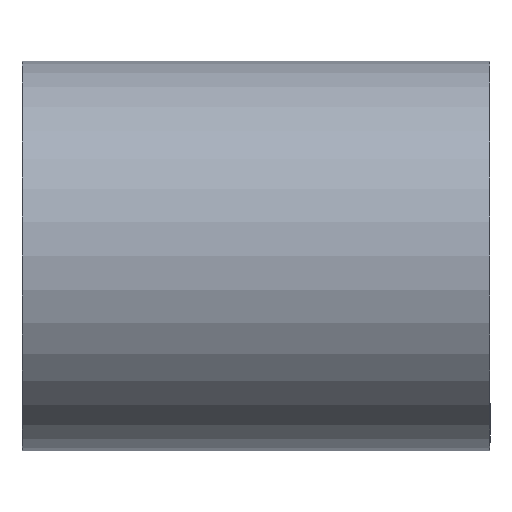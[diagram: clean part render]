
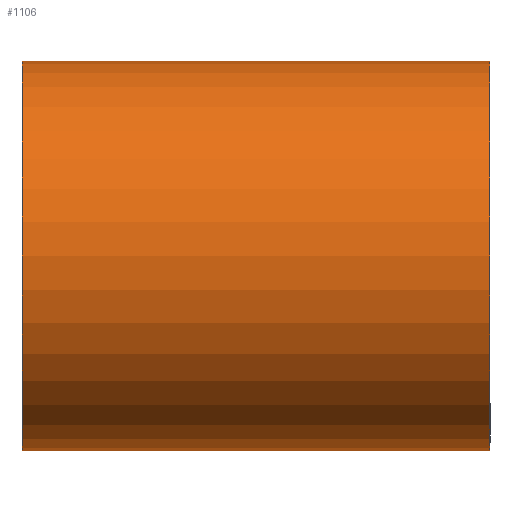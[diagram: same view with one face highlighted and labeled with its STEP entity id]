
A CAD part, left-side view. The second image highlights one B-rep face of the part: STEP entity #1106.
In plain terms, the highlighted cylindrical face has radius 12.5 mm (diameter 25 mm), a partial arc.
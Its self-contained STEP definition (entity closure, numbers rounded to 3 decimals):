
#11 = CARTESIAN_POINT ( 'NONE',  ( 0., -12.5, 30. ) ) ;
#19 = DIRECTION ( 'NONE',  ( 0., 0., 1. ) ) ;
#22 = CARTESIAN_POINT ( 'NONE',  ( 0., 12.5, 15. ) ) ;
#33 = DIRECTION ( 'NONE',  ( 0., 0., -1. ) ) ;
#38 = DIRECTION ( 'NONE',  ( 0., 1., 0. ) ) ;
#44 = EDGE_CURVE ( 'NONE', #1115, #601, #123, .T. ) ;
#123 = CIRCLE ( 'NONE', #419, 12.5 ) ;
#216 = CARTESIAN_POINT ( 'NONE',  ( 0., -12.5, 15. ) ) ;
#230 = CARTESIAN_POINT ( 'NONE',  ( 0., 0., 0. ) ) ;
#240 = EDGE_LOOP ( 'NONE', ( #879, #289, #368, #837 ) ) ;
#289 = ORIENTED_EDGE ( 'NONE', *, *, #44, .F. ) ;
#291 = LINE ( 'NONE', #22, #313 ) ;
#308 = LINE ( 'NONE', #216, #314 ) ;
#313 = VECTOR ( 'NONE', #33, 1000. ) ;
#314 = VECTOR ( 'NONE', #325, 1000. ) ;
#325 = DIRECTION ( 'NONE',  ( 0., 0., -1. ) ) ;
#326 = DIRECTION ( 'NONE',  ( 0., 0., 1. ) ) ;
#368 = ORIENTED_EDGE ( 'NONE', *, *, #958, .T. ) ;
#376 = CARTESIAN_POINT ( 'NONE',  ( 0., 12.5, 30. ) ) ;
#419 = AXIS2_PLACEMENT_3D ( 'NONE', #961, #19, #900 ) ;
#440 = AXIS2_PLACEMENT_3D ( 'NONE', #802, #1047, #1039 ) ;
#532 = FACE_OUTER_BOUND ( 'NONE', #240, .T. ) ;
#579 = EDGE_CURVE ( 'NONE', #601, #1053, #291, .T. ) ;
#601 = VERTEX_POINT ( 'NONE', #376 ) ;
#652 = EDGE_CURVE ( 'NONE', #804, #1053, #966, .T. ) ;
#696 = CYLINDRICAL_SURFACE ( 'NONE', #440, 12.5 ) ;
#802 = CARTESIAN_POINT ( 'NONE',  ( 0., 0., 15. ) ) ;
#804 = VERTEX_POINT ( 'NONE', #1077 ) ;
#837 = ORIENTED_EDGE ( 'NONE', *, *, #652, .T. ) ;
#879 = ORIENTED_EDGE ( 'NONE', *, *, #579, .F. ) ;
#900 = DIRECTION ( 'NONE',  ( 0., 1., 0. ) ) ;
#958 = EDGE_CURVE ( 'NONE', #1115, #804, #308, .T. ) ;
#961 = CARTESIAN_POINT ( 'NONE',  ( 0., 0., 30. ) ) ;
#966 = CIRCLE ( 'NONE', #1065, 12.5 ) ;
#1039 = DIRECTION ( 'NONE',  ( 0., -1., 0. ) ) ;
#1047 = DIRECTION ( 'NONE',  ( 0., 0., -1. ) ) ;
#1053 = VERTEX_POINT ( 'NONE', #1127 ) ;
#1065 = AXIS2_PLACEMENT_3D ( 'NONE', #230, #326, #38 ) ;
#1077 = CARTESIAN_POINT ( 'NONE',  ( 0., -12.5, 0. ) ) ;
#1106 = ADVANCED_FACE ( 'NONE', ( #532 ), #696, .T. ) ;
#1115 = VERTEX_POINT ( 'NONE', #11 ) ;
#1127 = CARTESIAN_POINT ( 'NONE',  ( 0., 12.5, 0. ) ) ;
